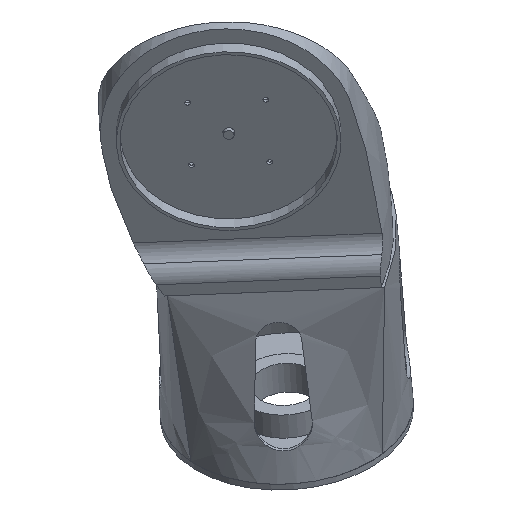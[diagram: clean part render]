
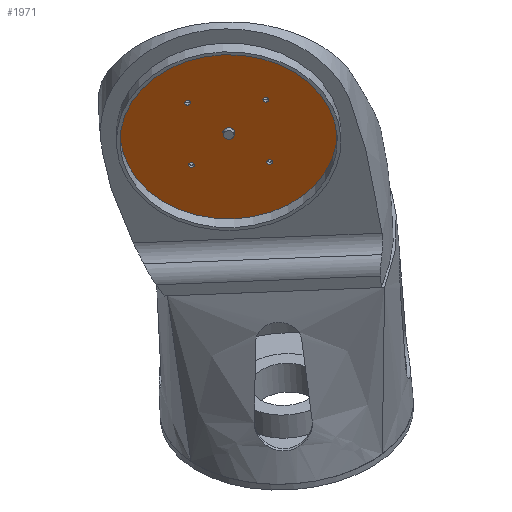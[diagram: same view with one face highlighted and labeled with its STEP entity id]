
A CAD part, left-side view. The second image highlights one B-rep face of the part: STEP entity #1971.
In plain terms, the highlighted planar face has unit normal (-0.796, 0, -0.606).
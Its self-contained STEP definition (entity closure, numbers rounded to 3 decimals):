
#46=CIRCLE('',#2129,53.571);
#47=CIRCLE('',#2131,2.857);
#48=CIRCLE('',#2132,1.429);
#49=CIRCLE('',#2133,1.429);
#50=CIRCLE('',#2134,1.429);
#51=CIRCLE('',#2135,1.429);
#125=PLANE('',#2130);
#173=FACE_BOUND('',#366,.T.);
#174=FACE_BOUND('',#367,.T.);
#175=FACE_BOUND('',#368,.T.);
#176=FACE_BOUND('',#369,.T.);
#177=FACE_BOUND('',#370,.T.);
#239=FACE_OUTER_BOUND('',#365,.T.);
#365=EDGE_LOOP('',(#1494));
#366=EDGE_LOOP('',(#1495));
#367=EDGE_LOOP('',(#1496));
#368=EDGE_LOOP('',(#1497));
#369=EDGE_LOOP('',(#1498));
#370=EDGE_LOOP('',(#1499));
#894=VERTEX_POINT('',#3860);
#895=VERTEX_POINT('',#3864);
#896=VERTEX_POINT('',#3866);
#897=VERTEX_POINT('',#3868);
#898=VERTEX_POINT('',#3870);
#899=VERTEX_POINT('',#3872);
#1116=EDGE_CURVE('',#894,#894,#46,.T.);
#1117=EDGE_CURVE('',#895,#895,#47,.T.);
#1118=EDGE_CURVE('',#896,#896,#48,.T.);
#1119=EDGE_CURVE('',#897,#897,#49,.T.);
#1120=EDGE_CURVE('',#898,#898,#50,.T.);
#1121=EDGE_CURVE('',#899,#899,#51,.T.);
#1494=ORIENTED_EDGE('',*,*,#1116,.T.);
#1495=ORIENTED_EDGE('',*,*,#1117,.F.);
#1496=ORIENTED_EDGE('',*,*,#1118,.F.);
#1497=ORIENTED_EDGE('',*,*,#1119,.F.);
#1498=ORIENTED_EDGE('',*,*,#1120,.F.);
#1499=ORIENTED_EDGE('',*,*,#1121,.F.);
#1971=ADVANCED_FACE('',(#239,#173,#174,#175,#176,#177),#125,.F.);
#2129=AXIS2_PLACEMENT_3D('',#3862,#2419,#2420);
#2130=AXIS2_PLACEMENT_3D('',#3863,#2421,#2422);
#2131=AXIS2_PLACEMENT_3D('',#3865,#2423,#2424);
#2132=AXIS2_PLACEMENT_3D('',#3867,#2425,#2426);
#2133=AXIS2_PLACEMENT_3D('',#3869,#2427,#2428);
#2134=AXIS2_PLACEMENT_3D('',#3871,#2429,#2430);
#2135=AXIS2_PLACEMENT_3D('',#3873,#2431,#2432);
#2419=DIRECTION('center_axis',(-0.796,0.,
-0.606));
#2420=DIRECTION('ref_axis',(-0.03,-0.999,0.039));
#2421=DIRECTION('center_axis',(0.796,0.,0.606));
#2422=DIRECTION('ref_axis',(0.606,0.,-0.796));
#2423=DIRECTION('center_axis',(-0.796,0.,
-0.606));
#2424=DIRECTION('ref_axis',(0.605,-0.049,-0.795));
#2425=DIRECTION('center_axis',(-0.796,0.,
-0.606));
#2426=DIRECTION('ref_axis',(0.605,-0.049,-0.795));
#2427=DIRECTION('center_axis',(-0.796,0.,
-0.606));
#2428=DIRECTION('ref_axis',(0.605,-0.049,-0.795));
#2429=DIRECTION('center_axis',(-0.796,0.,
-0.606));
#2430=DIRECTION('ref_axis',(0.605,-0.049,-0.795));
#2431=DIRECTION('center_axis',(-0.796,0.,
-0.606));
#2432=DIRECTION('ref_axis',(0.605,-0.049,-0.795));
#3860=CARTESIAN_POINT('',(-108.774,670.781,1058.398));
#3862=CARTESIAN_POINT('Origin',(-141.178,673.399,1100.978));
#3863=CARTESIAN_POINT('Origin',(-194.917,751.466,1171.593));
#3864=CARTESIAN_POINT('',(-142.906,673.539,1103.249));
#3865=CARTESIAN_POINT('Origin',(-141.178,673.399,1100.978));
#3866=CARTESIAN_POINT('',(-129.806,691.789,1086.035));
#3867=CARTESIAN_POINT('Origin',(-128.941,691.719,1084.899));
#3868=CARTESIAN_POINT('',(-130.947,653.264,1087.535));
#3869=CARTESIAN_POINT('Origin',(-130.083,653.194,1086.399));
#3870=CARTESIAN_POINT('',(-154.278,655.149,1118.192));
#3871=CARTESIAN_POINT('Origin',(-153.414,655.079,1117.057));
#3872=CARTESIAN_POINT('',(-153.137,693.674,1116.692));
#3873=CARTESIAN_POINT('Origin',(-152.272,693.604,1115.557));
